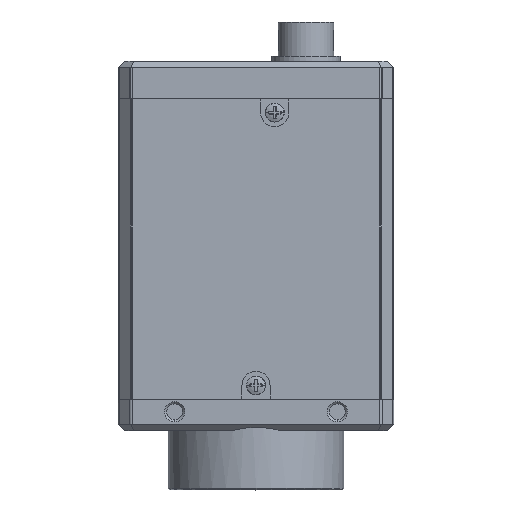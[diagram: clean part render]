
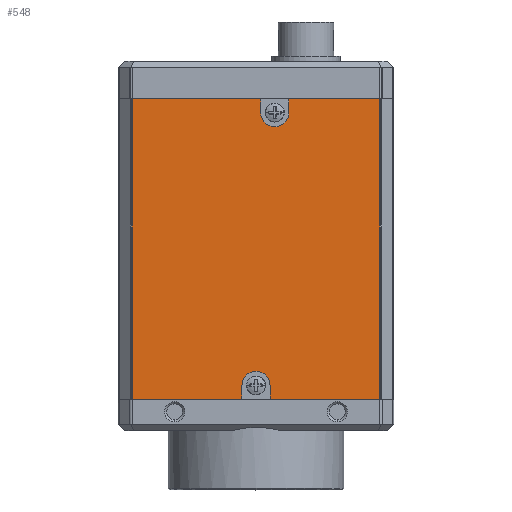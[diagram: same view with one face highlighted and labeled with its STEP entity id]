
A CAD part, top view. The second image highlights one B-rep face of the part: STEP entity #548.
In plain terms, the highlighted planar face has unit normal (0, 0, 1).
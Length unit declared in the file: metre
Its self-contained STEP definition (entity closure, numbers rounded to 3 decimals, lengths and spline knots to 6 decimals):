
#548=ADVANCED_FACE('0:17170',(#2626),#2627,.T.);
#2626=FACE_OUTER_BOUND('',#5962,.T.);
#2627=PLANE('',#5963);
#5962=EDGE_LOOP('',(#19620,#19621,#19622,#19623,#19624,#19625,#19626,#19627,#19628,#19629,#19630,#19631,#19632,#19633));
#5963=AXIS2_PLACEMENT_3D('',#19634,#19635,#19636);
#19620=ORIENTED_EDGE('',*,*,#30890,.F.);
#19621=ORIENTED_EDGE('',*,*,#30986,.F.);
#19622=ORIENTED_EDGE('',*,*,#31088,.F.);
#19623=ORIENTED_EDGE('',*,*,#29826,.F.);
#19624=ORIENTED_EDGE('',*,*,#30834,.F.);
#19625=ORIENTED_EDGE('',*,*,#31089,.F.);
#19626=ORIENTED_EDGE('',*,*,#30982,.T.);
#19627=ORIENTED_EDGE('',*,*,#30884,.F.);
#19628=ORIENTED_EDGE('',*,*,#31019,.F.);
#19629=ORIENTED_EDGE('',*,*,#31090,.F.);
#19630=ORIENTED_EDGE('',*,*,#30871,.F.);
#19631=ORIENTED_EDGE('',*,*,#29754,.F.);
#19632=ORIENTED_EDGE('',*,*,#31091,.F.);
#19633=ORIENTED_EDGE('',*,*,#31015,.T.);
#19634=CARTESIAN_POINT('',(0.,0.001025,0.028695));
#19635=DIRECTION('',(0.0,0.,1.0));
#19636=DIRECTION('',(0.0,-1.0,0.));
#29754=EDGE_CURVE('0:23944',#35018,#35014,#35020,.T.);
#29826=EDGE_CURVE('0:23773',#35152,#35155,#35156,.T.);
#30834=EDGE_CURVE('0:23773',#36842,#35152,#36844,.T.);
#30871=EDGE_CURVE('0:23944',#35014,#36894,#36895,.T.);
#30884=EDGE_CURVE('0:23989',#36914,#36916,#36917,.T.);
#30890=EDGE_CURVE('0:24013',#36924,#36926,#36927,.T.);
#30982=EDGE_CURVE('0:24334',#37087,#36916,#37088,.T.);
#30986=EDGE_CURVE('0:24346',#37093,#36924,#37095,.T.);
#31015=EDGE_CURVE('0:24433',#37141,#36926,#37142,.T.);
#31019=EDGE_CURVE('0:24445',#37147,#36914,#37149,.T.);
#31088=EDGE_CURVE('0:24652',#35155,#37093,#37259,.T.);
#31089=EDGE_CURVE('0:24655',#37087,#36842,#37260,.T.);
#31090=EDGE_CURVE('0:24658',#36894,#37147,#37261,.T.);
#31091=EDGE_CURVE('0:24661',#37141,#35018,#37262,.T.);
#35014=VERTEX_POINT('',#42492);
#35018=VERTEX_POINT('',#42497);
#35020=CIRCLE('',#42500,0.00225);
#35152=VERTEX_POINT('',#42668);
#35155=VERTEX_POINT('',#42672);
#35156=CIRCLE('',#42673,0.00225);
#36842=VERTEX_POINT('',#45318);
#36844=CIRCLE('',#45321,0.00225);
#36894=VERTEX_POINT('',#45392);
#36895=CIRCLE('',#45393,0.00225);
#36914=VERTEX_POINT('',#45416);
#36916=VERTEX_POINT('',#45418);
#36917=LINE('',#45419,#45420);
#36924=VERTEX_POINT('',#45428);
#36926=VERTEX_POINT('',#45430);
#36927=LINE('',#45431,#45432);
#37087=VERTEX_POINT('',#45662);
#37088=LINE('',#45663,#45664);
#37093=VERTEX_POINT('',#45671);
#37095=LINE('',#45674,#45675);
#37141=VERTEX_POINT('',#45745);
#37142=LINE('',#45746,#45747);
#37147=VERTEX_POINT('',#45754);
#37149=LINE('',#45757,#45758);
#37259=LINE('',#45935,#45936);
#37260=LINE('',#45937,#45938);
#37261=LINE('',#45939,#45940);
#37262=LINE('',#45941,#45942);
#42492=CARTESIAN_POINT('',(0.003,0.020575,0.028695));
#42497=CARTESIAN_POINT('',(0.00075,0.022825,0.028695));
#42500=AXIS2_PLACEMENT_3D('',#54974,#54975,#54976);
#42668=CARTESIAN_POINT('',(0.,-0.018525,0.028695));
#42672=CARTESIAN_POINT('',(-0.00225,-0.020775,0.028695));
#42673=AXIS2_PLACEMENT_3D('',#55142,#55143,#55144);
#45318=CARTESIAN_POINT('',(0.00225,-0.020775,0.028695));
#45321=AXIS2_PLACEMENT_3D('',#57426,#57427,#57428);
#45392=CARTESIAN_POINT('',(0.00525,0.022825,0.028695));
#45393=AXIS2_PLACEMENT_3D('',#57521,#57522,#57523);
#45416=CARTESIAN_POINT('',(0.019751,0.025025,0.028695));
#45418=CARTESIAN_POINT('',(0.019751,-0.022975,0.028695));
#45419=CARTESIAN_POINT('',(0.019751,0.001025,0.028695));
#45420=VECTOR('',#57552,1.0);
#45428=CARTESIAN_POINT('',(-0.019751,-0.022975,0.028695));
#45430=CARTESIAN_POINT('',(-0.019751,0.025025,0.028695));
#45431=CARTESIAN_POINT('',(-0.019751,0.001025,0.028695));
#45432=VECTOR('',#57566,1.0);
#45662=CARTESIAN_POINT('',(0.00225,-0.022975,0.028695));
#45663=CARTESIAN_POINT('',(0.019793,-0.022975,0.028695));
#45664=VECTOR('',#57703,0.017543);
#45671=CARTESIAN_POINT('',(-0.00225,-0.022975,0.028695));
#45674=CARTESIAN_POINT('',(0.,-0.022975,0.028695));
#45675=VECTOR('',#57707,1.0);
#45745=CARTESIAN_POINT('',(0.00075,0.025025,0.028695));
#45746=CARTESIAN_POINT('',(0.00075,0.025025,0.028695));
#45747=VECTOR('',#57744,1.0);
#45754=CARTESIAN_POINT('',(0.00525,0.025025,0.028695));
#45757=CARTESIAN_POINT('',(0.009948,0.025025,0.028695));
#45758=VECTOR('',#57748,1.0);
#45935=CARTESIAN_POINT('',(-0.00225,-0.010425,0.028695));
#45936=VECTOR('',#57819,1.0);
#45937=CARTESIAN_POINT('',(0.00225,-0.010425,0.028695));
#45938=VECTOR('',#57820,1.0);
#45939=CARTESIAN_POINT('',(0.00525,0.012475,0.028695));
#45940=VECTOR('',#57821,1.0);
#45941=CARTESIAN_POINT('',(0.00075,0.012475,0.028695));
#45942=VECTOR('',#57822,1.0);
#54974=CARTESIAN_POINT('',(0.003,0.022825,0.028695));
#54975=DIRECTION('',(0.,0.,1.0));
#54976=DIRECTION('',(0.,1.0,0.));
#55142=CARTESIAN_POINT('',(0.,-0.020775,0.028695));
#55143=DIRECTION('',(0.,0.,1.0));
#55144=DIRECTION('',(0.,1.0,0.));
#57426=CARTESIAN_POINT('',(0.,-0.020775,0.028695));
#57427=DIRECTION('',(0.,0.,1.0));
#57428=DIRECTION('',(0.,1.0,0.));
#57521=CARTESIAN_POINT('',(0.003,0.022825,0.028695));
#57522=DIRECTION('',(0.,0.,1.0));
#57523=DIRECTION('',(0.,1.0,0.));
#57552=DIRECTION('',(0.,-1.0,0.));
#57566=DIRECTION('',(0.,1.0,0.));
#57703=DIRECTION('',(1.0,0.,0.));
#57707=DIRECTION('',(-1.0,0.,0.));
#57744=DIRECTION('',(-1.0,0.,0.));
#57748=DIRECTION('',(1.0,0.,0.));
#57819=DIRECTION('',(0.,-1.0,0.));
#57820=DIRECTION('',(0.,1.0,0.));
#57821=DIRECTION('',(0.,1.0,0.));
#57822=DIRECTION('',(0.,-1.0,0.));
